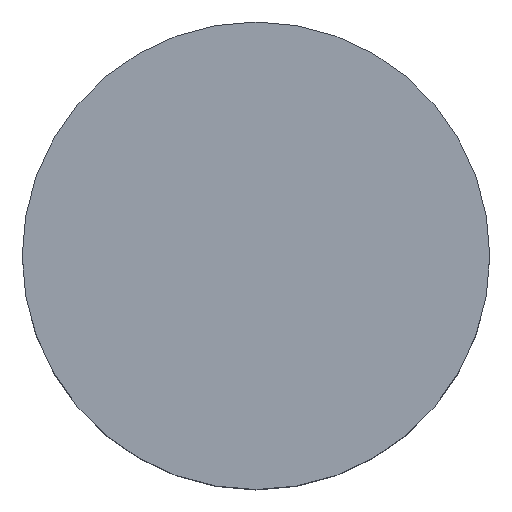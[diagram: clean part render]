
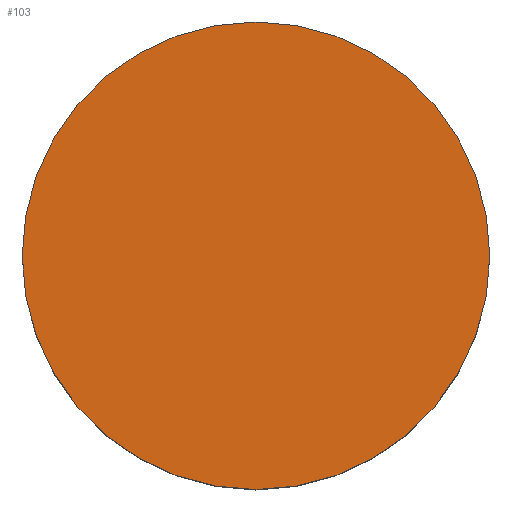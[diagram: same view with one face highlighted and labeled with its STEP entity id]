
A CAD part, top view. The second image highlights one B-rep face of the part: STEP entity #103.
In plain terms, the highlighted planar face has unit normal (0, 0, 1).
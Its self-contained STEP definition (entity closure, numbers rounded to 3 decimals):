
#2 = CARTESIAN_POINT ( 'NONE',  ( 2., 0., 0. ) ) ;
#3 = ORIENTED_EDGE ( 'NONE', *, *, #132, .T. ) ;
#27 = AXIS2_PLACEMENT_3D ( 'NONE', #312, #309, #213 ) ;
#44 = VERTEX_POINT ( 'NONE', #2 ) ;
#56 = EDGE_LOOP ( 'NONE', ( #242, #3 ) ) ;
#65 = CIRCLE ( 'NONE', #271, 2. ) ;
#67 = CIRCLE ( 'NONE', #27, 2. ) ;
#82 = DIRECTION ( 'NONE',  ( 0., 0., 1. ) ) ;
#88 = DIRECTION ( 'NONE',  ( 0., 0., 1. ) ) ;
#103 = ADVANCED_FACE ( 'NONE', ( #116 ), #327, .T. ) ;
#116 = FACE_OUTER_BOUND ( 'NONE', #56, .T. ) ;
#132 = EDGE_CURVE ( 'NONE', #338, #44, #65, .T. ) ;
#155 = CARTESIAN_POINT ( 'NONE',  ( -2., 0., 0. ) ) ;
#177 = DIRECTION ( 'NONE',  ( 1., 0., 0. ) ) ;
#213 = DIRECTION ( 'NONE',  ( 1., 0., 0. ) ) ;
#229 = CARTESIAN_POINT ( 'NONE',  ( 0., 0., 0. ) ) ;
#242 = ORIENTED_EDGE ( 'NONE', *, *, #354, .T. ) ;
#246 = AXIS2_PLACEMENT_3D ( 'NONE', #335, #82, #300 ) ;
#271 = AXIS2_PLACEMENT_3D ( 'NONE', #229, #88, #177 ) ;
#300 = DIRECTION ( 'NONE',  ( 1., 0., 0. ) ) ;
#309 = DIRECTION ( 'NONE',  ( 0., 0., 1. ) ) ;
#312 = CARTESIAN_POINT ( 'NONE',  ( 0., 0., 0. ) ) ;
#327 = PLANE ( 'NONE',  #246 ) ;
#335 = CARTESIAN_POINT ( 'NONE',  ( 0., 0., 0. ) ) ;
#338 = VERTEX_POINT ( 'NONE', #155 ) ;
#354 = EDGE_CURVE ( 'NONE', #44, #338, #67, .T. ) ;
